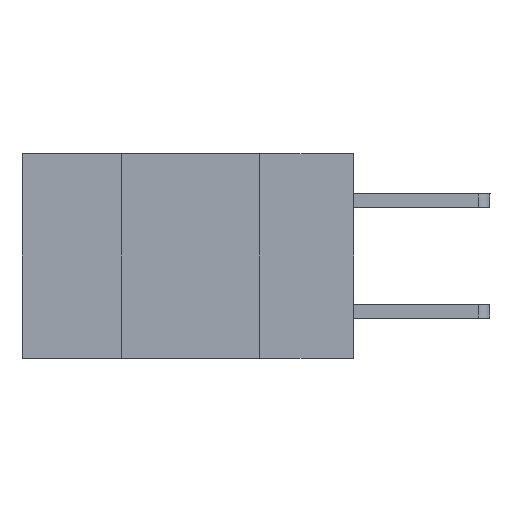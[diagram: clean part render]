
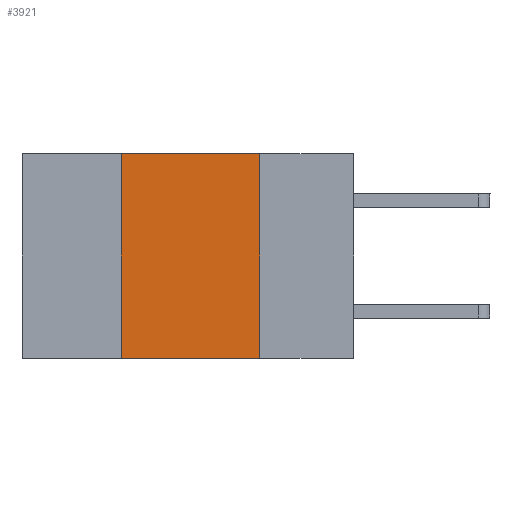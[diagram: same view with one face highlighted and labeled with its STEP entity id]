
A CAD part, left-side view. The second image highlights one B-rep face of the part: STEP entity #3921.
In plain terms, the highlighted planar face has unit normal (-1, 0, 0).
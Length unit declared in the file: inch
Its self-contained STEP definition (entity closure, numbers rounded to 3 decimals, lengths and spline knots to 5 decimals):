
#10 = CARTESIAN_POINT ( 'NONE',  ( 0., 0.6, 0. ) ) ;
#53 = VECTOR ( 'NONE', #10840, 39.37008 ) ;
#308 = CARTESIAN_POINT ( 'NONE',  ( 0., 0.17, 0. ) ) ;
#1040 = CARTESIAN_POINT ( 'NONE',  ( 0., 0.42, 0. ) ) ;
#2129 = AXIS2_PLACEMENT_3D ( 'NONE', #10, #12622, #7835 ) ;
#2387 = LINE ( 'NONE', #4476, #11770 ) ;
#3092 = FACE_OUTER_BOUND ( 'NONE', #6408, .T. ) ;
#3222 = EDGE_CURVE ( 'NONE', #11599, #7375, #7976, .T. ) ;
#3300 = EDGE_CURVE ( 'NONE', #9805, #11599, #7921, .T. ) ;
#3415 = DIRECTION ( 'NONE',  ( 0., 0., 1. ) ) ;
#3921 = ADVANCED_FACE ( 'NONE', ( #3092 ), #4958, .F. ) ;
#4180 = EDGE_CURVE ( 'NONE', #12173, #9805, #10007, .T. ) ;
#4476 = CARTESIAN_POINT ( 'NONE',  ( 0., 0.6, -0.37 ) ) ;
#4517 = CARTESIAN_POINT ( 'NONE',  ( 0., 0.42, -0.37 ) ) ;
#4958 = PLANE ( 'NONE',  #2129 ) ;
#4994 = VECTOR ( 'NONE', #3415, 39.37008 ) ;
#5228 = ORIENTED_EDGE ( 'NONE', *, *, #3222, .F. ) ;
#6408 = EDGE_LOOP ( 'NONE', ( #5228, #8114, #7110, #11376 ) ) ;
#6947 = CARTESIAN_POINT ( 'NONE',  ( 0., 0.6, 0. ) ) ;
#7110 = ORIENTED_EDGE ( 'NONE', *, *, #4180, .F. ) ;
#7375 = VERTEX_POINT ( 'NONE', #8462 ) ;
#7835 = DIRECTION ( 'NONE',  ( 0., 0., -1. ) ) ;
#7921 = LINE ( 'NONE', #6947, #53 ) ;
#7976 = LINE ( 'NONE', #8935, #12115 ) ;
#8114 = ORIENTED_EDGE ( 'NONE', *, *, #3300, .F. ) ;
#8217 = CARTESIAN_POINT ( 'NONE',  ( 0., 0.42, 0. ) ) ;
#8372 = DIRECTION ( 'NONE',  ( 0., -1., 0. ) ) ;
#8462 = CARTESIAN_POINT ( 'NONE',  ( 0., 0.17, -0.37 ) ) ;
#8761 = EDGE_CURVE ( 'NONE', #12173, #7375, #2387, .T. ) ;
#8872 = DIRECTION ( 'NONE',  ( 0., 0., -1. ) ) ;
#8935 = CARTESIAN_POINT ( 'NONE',  ( 0., 0.17, 0. ) ) ;
#9805 = VERTEX_POINT ( 'NONE', #1040 ) ;
#10007 = LINE ( 'NONE', #8217, #4994 ) ;
#10840 = DIRECTION ( 'NONE',  ( 0., -1., 0. ) ) ;
#11376 = ORIENTED_EDGE ( 'NONE', *, *, #8761, .T. ) ;
#11599 = VERTEX_POINT ( 'NONE', #308 ) ;
#11770 = VECTOR ( 'NONE', #8372, 39.37008 ) ;
#12115 = VECTOR ( 'NONE', #8872, 39.37008 ) ;
#12173 = VERTEX_POINT ( 'NONE', #4517 ) ;
#12622 = DIRECTION ( 'NONE',  ( 1., 0., 0. ) ) ;
